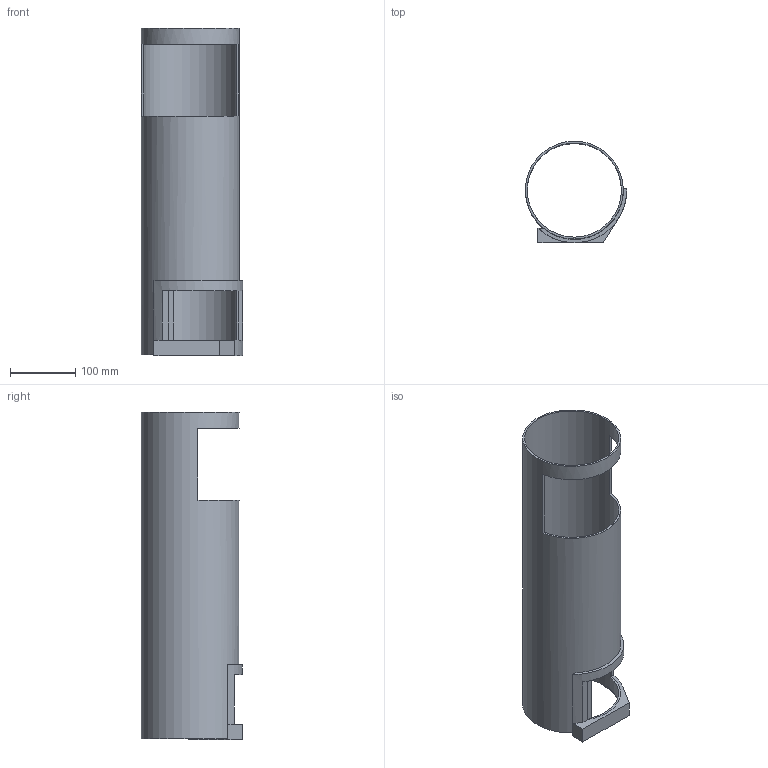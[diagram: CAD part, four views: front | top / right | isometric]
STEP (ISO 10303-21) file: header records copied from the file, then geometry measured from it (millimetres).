
FILE_DESCRIPTION(/* description */ ('','CAx-IF Rec.Pracs.---Representation and Presentation of Product Manufacturing Information (PMI)---4.0---2014-10-13'),/* implementation_level */ '2;1');
FILE_NAME(/* name */ 'MK2_UK_port-B-cutting-jig.stp',/* time_stamp */ '2024-08-07T20:39:16+02:00',/* author */ ('admin'),/* organization */ (''),/* preprocessor_version */ 'ST-DEVELOPER v18.1',/* originating_system */ 'Autodesk Inventor 2021',/* authorisation */ '');
FILE_SCHEMA (('AP242_MANAGED_MODEL_BASED_3D_ENGINEERING_MIM_LF { 1 0 10303 442 1 1 4 }'));
Length unit declared in the file: millimetre
Products named in the file (1): MK2_UK_port-B-cutting-jig
Bounding box: 155.01 x 155.05 x 502 mm (x, y, z)
Volume: 65401.1 mm3; surface area: 430268.1 mm2
Topology: 1 solids, 2 shells, 27 faces, 71 edges, 47 vertices
Faces by surface type: plane 22, cylinder 5
Full cylindrical faces by diameter (mm): 144.16 x1, 150.05 x1
Entity records: 900 total; most frequent: DIRECTION 150, CARTESIAN_POINT 146, ORIENTED_EDGE 142, EDGE_CURVE 71, AXIS2_PLACEMENT_3D 51, LINE 48, VECTOR 48, VERTEX_POINT 47
